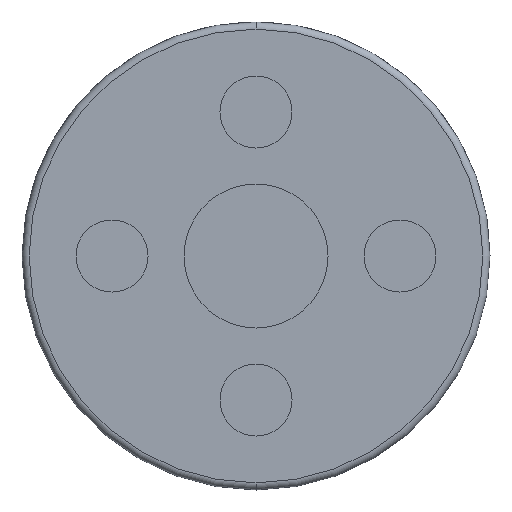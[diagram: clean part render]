
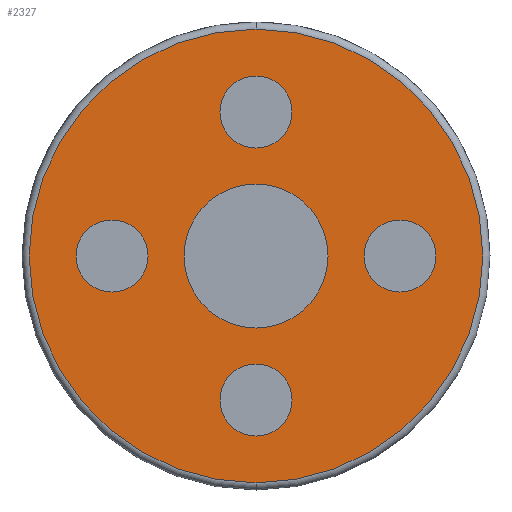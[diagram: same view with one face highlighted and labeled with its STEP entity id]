
A CAD part, front view. The second image highlights one B-rep face of the part: STEP entity #2327.
In plain terms, the highlighted planar face has unit normal (0, -1, 0).
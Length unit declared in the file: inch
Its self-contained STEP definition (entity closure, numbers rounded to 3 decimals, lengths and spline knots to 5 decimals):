
#7 = DIRECTION ( 'NONE',  ( 0., -1., 0. ) ) ;
#16 = DIRECTION ( 'NONE',  ( 0., 0., -1. ) ) ;
#42 = DIRECTION ( 'NONE',  ( 0., -1., 0. ) ) ;
#59 = CARTESIAN_POINT ( 'NONE',  ( 0., 0., 0. ) ) ;
#144 = DIRECTION ( 'NONE',  ( 0., -1., 0. ) ) ;
#165 = EDGE_CURVE ( 'NONE', #388, #1424, #1976, .T. ) ;
#175 = CARTESIAN_POINT ( 'NONE',  ( -0.15748, 0., 0.03937 ) ) ;
#182 = EDGE_CURVE ( 'NONE', #402, #1076, #1126, .T. ) ;
#204 = CIRCLE ( 'NONE', #2520, 0.03937 ) ;
#205 = FACE_BOUND ( 'NONE', #1232, .T. ) ;
#206 = EDGE_CURVE ( 'NONE', #1677, #2162, #835, .T. ) ;
#210 = AXIS2_PLACEMENT_3D ( 'NONE', #2770, #2556, #1135 ) ;
#227 = CARTESIAN_POINT ( 'NONE',  ( 0., 0., 0. ) ) ;
#239 = ORIENTED_EDGE ( 'NONE', *, *, #165, .F. ) ;
#378 = VERTEX_POINT ( 'NONE', #2671 ) ;
#388 = VERTEX_POINT ( 'NONE', #2254 ) ;
#402 = VERTEX_POINT ( 'NONE', #2026 ) ;
#432 = AXIS2_PLACEMENT_3D ( 'NONE', #435, #2261, #848 ) ;
#435 = CARTESIAN_POINT ( 'NONE',  ( 0., 0., 0. ) ) ;
#443 = CARTESIAN_POINT ( 'NONE',  ( 0.15748, 0., 0.03937 ) ) ;
#455 = AXIS2_PLACEMENT_3D ( 'NONE', #2369, #1228, #1011 ) ;
#546 = EDGE_CURVE ( 'NONE', #1798, #378, #1175, .T. ) ;
#551 = EDGE_LOOP ( 'NONE', ( #1875, #2620 ) ) ;
#556 = ORIENTED_EDGE ( 'NONE', *, *, #2437, .F. ) ;
#575 = DIRECTION ( 'NONE',  ( 0., 0., -1. ) ) ;
#582 = EDGE_CURVE ( 'NONE', #1424, #388, #2822, .T. ) ;
#593 = VERTEX_POINT ( 'NONE', #1596 ) ;
#601 = DIRECTION ( 'NONE',  ( 0., -1., 0. ) ) ;
#630 = FACE_BOUND ( 'NONE', #960, .T. ) ;
#727 = EDGE_CURVE ( 'NONE', #2364, #2123, #1461, .T. ) ;
#751 = CARTESIAN_POINT ( 'NONE',  ( -0.15748, 0., 0. ) ) ;
#775 = EDGE_LOOP ( 'NONE', ( #1910, #1115 ) ) ;
#788 = AXIS2_PLACEMENT_3D ( 'NONE', #59, #1822, #2728 ) ;
#835 = CIRCLE ( 'NONE', #788, 0.24803 ) ;
#848 = DIRECTION ( 'NONE',  ( 0., 0., 1. ) ) ;
#863 = AXIS2_PLACEMENT_3D ( 'NONE', #1588, #1374, #16 ) ;
#935 = DIRECTION ( 'NONE',  ( 0., 0., -1. ) ) ;
#960 = EDGE_LOOP ( 'NONE', ( #1536, #2625 ) ) ;
#1011 = DIRECTION ( 'NONE',  ( 0., 0., -1. ) ) ;
#1043 = DIRECTION ( 'NONE',  ( 0., 0., -1. ) ) ;
#1076 = VERTEX_POINT ( 'NONE', #2298 ) ;
#1095 = DIRECTION ( 'NONE',  ( 0., 0., -1. ) ) ;
#1115 = ORIENTED_EDGE ( 'NONE', *, *, #2588, .F. ) ;
#1126 = CIRCLE ( 'NONE', #2172, 0.03937 ) ;
#1135 = DIRECTION ( 'NONE',  ( 0., 0., -1. ) ) ;
#1148 = DIRECTION ( 'NONE',  ( 0., 1., 0. ) ) ;
#1175 = CIRCLE ( 'NONE', #455, 0.03937 ) ;
#1223 = DIRECTION ( 'NONE',  ( 0., -1., 0. ) ) ;
#1228 = DIRECTION ( 'NONE',  ( 0., -1., 0. ) ) ;
#1232 = EDGE_LOOP ( 'NONE', ( #239, #2343 ) ) ;
#1247 = CIRCLE ( 'NONE', #210, 0.03937 ) ;
#1250 = EDGE_CURVE ( 'NONE', #593, #1334, #1842, .T. ) ;
#1281 = AXIS2_PLACEMENT_3D ( 'NONE', #2003, #7, #1095 ) ;
#1334 = VERTEX_POINT ( 'NONE', #2735 ) ;
#1373 = CARTESIAN_POINT ( 'NONE',  ( 0., 0., 0. ) ) ;
#1374 = DIRECTION ( 'NONE',  ( 0., -1., 0. ) ) ;
#1424 = VERTEX_POINT ( 'NONE', #2023 ) ;
#1461 = CIRCLE ( 'NONE', #2229, 0.03937 ) ;
#1536 = ORIENTED_EDGE ( 'NONE', *, *, #2606, .F. ) ;
#1550 = CARTESIAN_POINT ( 'NONE',  ( 0., 0., 0.24803 ) ) ;
#1588 = CARTESIAN_POINT ( 'NONE',  ( 0., 0., -0.15748 ) ) ;
#1596 = CARTESIAN_POINT ( 'NONE',  ( 0., 0., -0.19685 ) ) ;
#1635 = DIRECTION ( 'NONE',  ( 0., 0., 1. ) ) ;
#1677 = VERTEX_POINT ( 'NONE', #1926 ) ;
#1730 = PLANE ( 'NONE',  #432 ) ;
#1734 = EDGE_CURVE ( 'NONE', #1076, #402, #1993, .T. ) ;
#1764 = CIRCLE ( 'NONE', #863, 0.03937 ) ;
#1798 = VERTEX_POINT ( 'NONE', #443 ) ;
#1822 = DIRECTION ( 'NONE',  ( 0., 1., 0. ) ) ;
#1842 = CIRCLE ( 'NONE', #1281, 0.03937 ) ;
#1864 = DIRECTION ( 'NONE',  ( 0., -1., 0. ) ) ;
#1875 = ORIENTED_EDGE ( 'NONE', *, *, #1734, .F. ) ;
#1877 = DIRECTION ( 'NONE',  ( 0., 0., -1. ) ) ;
#1910 = ORIENTED_EDGE ( 'NONE', *, *, #1250, .F. ) ;
#1926 = CARTESIAN_POINT ( 'NONE',  ( 0., 0., -0.24803 ) ) ;
#1933 = AXIS2_PLACEMENT_3D ( 'NONE', #2734, #1864, #2066 ) ;
#1934 = ORIENTED_EDGE ( 'NONE', *, *, #206, .F. ) ;
#1955 = AXIS2_PLACEMENT_3D ( 'NONE', #1373, #1148, #1635 ) ;
#1976 = CIRCLE ( 'NONE', #2079, 0.07874 ) ;
#1991 = AXIS2_PLACEMENT_3D ( 'NONE', #2633, #601, #575 ) ;
#1993 = CIRCLE ( 'NONE', #1991, 0.03937 ) ;
#2003 = CARTESIAN_POINT ( 'NONE',  ( 0., 0., -0.15748 ) ) ;
#2023 = CARTESIAN_POINT ( 'NONE',  ( 0., 0., 0.07874 ) ) ;
#2026 = CARTESIAN_POINT ( 'NONE',  ( 0., 0., 0.19685 ) ) ;
#2029 = FACE_OUTER_BOUND ( 'NONE', #2865, .T. ) ;
#2066 = DIRECTION ( 'NONE',  ( 0., 0., -1. ) ) ;
#2079 = AXIS2_PLACEMENT_3D ( 'NONE', #227, #2108, #2087 ) ;
#2087 = DIRECTION ( 'NONE',  ( 0., 0., -1. ) ) ;
#2102 = CIRCLE ( 'NONE', #1955, 0.24803 ) ;
#2108 = DIRECTION ( 'NONE',  ( 0., -1., 0. ) ) ;
#2123 = VERTEX_POINT ( 'NONE', #2710 ) ;
#2124 = CARTESIAN_POINT ( 'NONE',  ( -0.15748, 0., 0. ) ) ;
#2162 = VERTEX_POINT ( 'NONE', #1550 ) ;
#2172 = AXIS2_PLACEMENT_3D ( 'NONE', #2303, #42, #935 ) ;
#2229 = AXIS2_PLACEMENT_3D ( 'NONE', #751, #1223, #1877 ) ;
#2254 = CARTESIAN_POINT ( 'NONE',  ( 0., 0., -0.07874 ) ) ;
#2261 = DIRECTION ( 'NONE',  ( 0., 1., 0. ) ) ;
#2296 = EDGE_CURVE ( 'NONE', #2123, #2364, #204, .T. ) ;
#2298 = CARTESIAN_POINT ( 'NONE',  ( 0., 0., 0.11811 ) ) ;
#2303 = CARTESIAN_POINT ( 'NONE',  ( 0., 0., 0.15748 ) ) ;
#2327 = ADVANCED_FACE ( 'NONE', ( #630, #2436, #2687, #2899, #205, #2029 ), #1730, .F. ) ;
#2343 = ORIENTED_EDGE ( 'NONE', *, *, #582, .F. ) ;
#2364 = VERTEX_POINT ( 'NONE', #175 ) ;
#2369 = CARTESIAN_POINT ( 'NONE',  ( 0.15748, 0., 0. ) ) ;
#2436 = FACE_BOUND ( 'NONE', #551, .T. ) ;
#2437 = EDGE_CURVE ( 'NONE', #2162, #1677, #2102, .T. ) ;
#2520 = AXIS2_PLACEMENT_3D ( 'NONE', #2124, #144, #1043 ) ;
#2556 = DIRECTION ( 'NONE',  ( 0., -1., 0. ) ) ;
#2588 = EDGE_CURVE ( 'NONE', #1334, #593, #1764, .T. ) ;
#2606 = EDGE_CURVE ( 'NONE', #378, #1798, #1247, .T. ) ;
#2620 = ORIENTED_EDGE ( 'NONE', *, *, #182, .F. ) ;
#2625 = ORIENTED_EDGE ( 'NONE', *, *, #546, .F. ) ;
#2633 = CARTESIAN_POINT ( 'NONE',  ( 0., 0., 0.15748 ) ) ;
#2671 = CARTESIAN_POINT ( 'NONE',  ( 0.15748, 0., -0.03937 ) ) ;
#2687 = FACE_BOUND ( 'NONE', #2824, .T. ) ;
#2709 = ORIENTED_EDGE ( 'NONE', *, *, #727, .F. ) ;
#2710 = CARTESIAN_POINT ( 'NONE',  ( -0.15748, 0., -0.03937 ) ) ;
#2728 = DIRECTION ( 'NONE',  ( 0., 0., 1. ) ) ;
#2734 = CARTESIAN_POINT ( 'NONE',  ( 0., 0., 0. ) ) ;
#2735 = CARTESIAN_POINT ( 'NONE',  ( 0., 0., -0.11811 ) ) ;
#2770 = CARTESIAN_POINT ( 'NONE',  ( 0.15748, 0., 0. ) ) ;
#2821 = ORIENTED_EDGE ( 'NONE', *, *, #2296, .F. ) ;
#2822 = CIRCLE ( 'NONE', #1933, 0.07874 ) ;
#2824 = EDGE_LOOP ( 'NONE', ( #2821, #2709 ) ) ;
#2865 = EDGE_LOOP ( 'NONE', ( #556, #1934 ) ) ;
#2899 = FACE_BOUND ( 'NONE', #775, .T. ) ;
